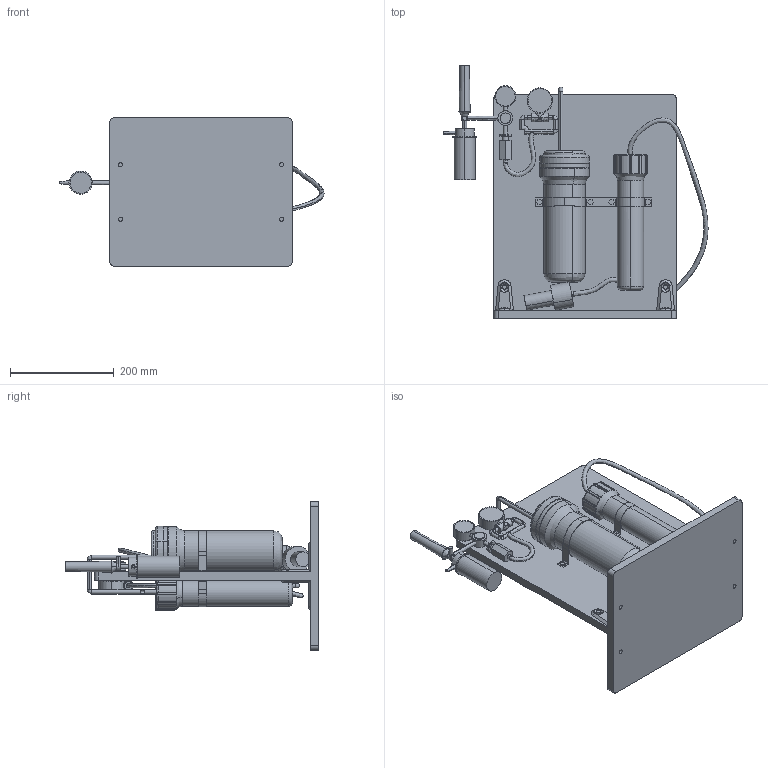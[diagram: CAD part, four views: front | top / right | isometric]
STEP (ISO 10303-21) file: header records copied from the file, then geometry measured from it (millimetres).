
FILE_DESCRIPTION(('FreeCAD Model'),'2;1');
FILE_NAME('Open CASCADE Shape Model','2025-04-29T04:13:49',('FreeCAD'),( 'FreeCAD'),'Open CASCADE STEP processor 7.6','FreeCAD','Unknown');
FILE_SCHEMA(('AUTOMOTIVE_DESIGN { 1 0 10303 214 1 1 1 1 }'));
Products named in the file (1): Open CASCADE STEP translator 7.6 1
Bounding box: 509.89 x 488.9 x 286.33 mm (x, y, z)
Volume: 7989046.6 mm3; surface area: 1065854.5 mm2
Topology: 54 solids, 55 shells, 1610 faces, 3849 edges, 2263 vertices
Faces by surface type: bspline 1610
Entity records: 54417 total; most frequent: CARTESIAN_POINT 33462, ORIENTED_EDGE 7454, EDGE_CURVE 3727, VERTEX_POINT 2263, B_SPLINE_CURVE_WITH_KNOTS 1872, FACE_BOUND 1710, EDGE_LOOP 1710, ADVANCED_FACE 1610
